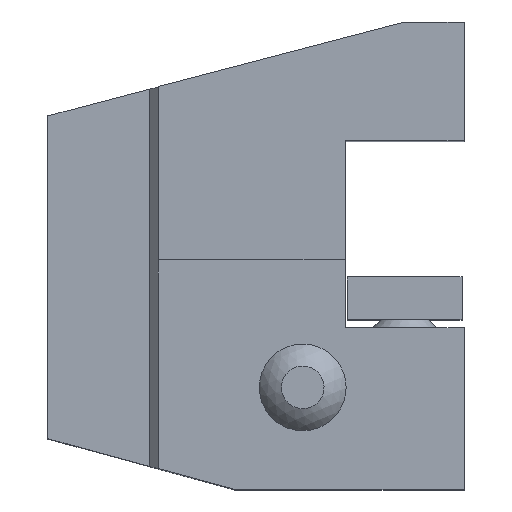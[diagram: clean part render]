
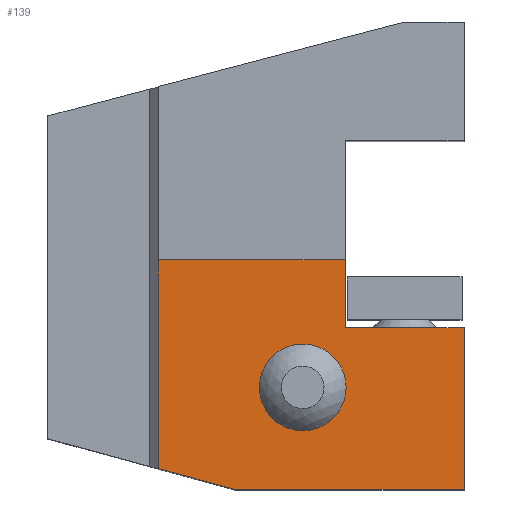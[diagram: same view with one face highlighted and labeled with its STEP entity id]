
A CAD part, top view. The second image highlights one B-rep face of the part: STEP entity #139.
In plain terms, the highlighted planar face has unit normal (0, 0, 1).
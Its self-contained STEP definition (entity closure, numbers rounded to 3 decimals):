
#139=ADVANCED_FACE('',(#271,#272),#202,.T.);
#202=PLANE('',#1204);
#253=CIRCLE('',#1203,5.106);
#271=FACE_BOUND('',#292,.T.);
#272=FACE_BOUND('',#293,.T.);
#292=EDGE_LOOP('',(#396));
#293=EDGE_LOOP('',(#397,#398,#399,#400,#401,#402,#403));
#396=ORIENTED_EDGE('',*,*,#836,.F.);
#397=ORIENTED_EDGE('',*,*,#834,.F.);
#398=ORIENTED_EDGE('',*,*,#837,.T.);
#399=ORIENTED_EDGE('',*,*,#823,.F.);
#400=ORIENTED_EDGE('',*,*,#838,.T.);
#401=ORIENTED_EDGE('',*,*,#839,.F.);
#402=ORIENTED_EDGE('',*,*,#840,.F.);
#403=ORIENTED_EDGE('',*,*,#841,.F.);
#704=VERTEX_POINT('',#1686);
#711=VERTEX_POINT('',#1699);
#718=VERTEX_POINT('',#1720);
#719=VERTEX_POINT('',#1722);
#720=VERTEX_POINT('',#1726);
#721=VERTEX_POINT('',#1729);
#722=VERTEX_POINT('',#1731);
#723=VERTEX_POINT('',#1733);
#823=EDGE_CURVE('',#711,#704,#987,.T.);
#834=EDGE_CURVE('',#718,#719,#998,.T.);
#836=EDGE_CURVE('',#720,#720,#253,.T.);
#837=EDGE_CURVE('',#718,#704,#1000,.T.);
#838=EDGE_CURVE('',#711,#721,#1001,.T.);
#839=EDGE_CURVE('',#722,#721,#1002,.T.);
#840=EDGE_CURVE('',#723,#722,#1003,.T.);
#841=EDGE_CURVE('',#719,#723,#1004,.T.);
#987=LINE('',#1700,#1101);
#998=LINE('',#1721,#1112);
#1000=LINE('',#1727,#1114);
#1001=LINE('',#1728,#1115);
#1002=LINE('',#1730,#1116);
#1003=LINE('',#1732,#1117);
#1004=LINE('',#1734,#1118);
#1101=VECTOR('',#1339,1.);
#1112=VECTOR('',#1356,1.);
#1114=VECTOR('',#1362,1.);
#1115=VECTOR('',#1363,1.);
#1116=VECTOR('',#1364,1.);
#1117=VECTOR('',#1365,1.);
#1118=VECTOR('',#1366,1.);
#1203=AXIS2_PLACEMENT_3D('',#1725,#1360,#1361);
#1204=AXIS2_PLACEMENT_3D('',#1735,#1367,#1368);
#1339=DIRECTION('',(-0.965,0.263,0.));
#1356=DIRECTION('',(1.,0.,0.));
#1360=DIRECTION('',(0.,0.,1.));
#1361=DIRECTION('',(1.,0.,0.));
#1362=DIRECTION('',(0.,-1.,0.));
#1363=DIRECTION('',(1.,0.,0.));
#1364=DIRECTION('',(0.,-1.,0.));
#1365=DIRECTION('',(1.,0.,0.));
#1366=DIRECTION('',(0.,-1.,0.));
#1367=DIRECTION('',(0.,0.,1.));
#1368=DIRECTION('',(1.,0.,0.));
#1686=CARTESIAN_POINT('',(-12.,-22.545,48.));
#1699=CARTESIAN_POINT('',(-3.,-25.,48.));
#1700=CARTESIAN_POINT('',(-3.,-25.,48.));
#1720=CARTESIAN_POINT('',(-12.,2.,48.));
#1721=CARTESIAN_POINT('',(-27.,2.,48.));
#1722=CARTESIAN_POINT('',(10.,2.,48.));
#1725=CARTESIAN_POINT('',(5.,-13.,48.));
#1726=CARTESIAN_POINT('',(10.106,-13.,48.));
#1727=CARTESIAN_POINT('',(-12.,2.,48.));
#1728=CARTESIAN_POINT('',(-27.,-25.,48.));
#1729=CARTESIAN_POINT('',(24.,-25.,48.));
#1730=CARTESIAN_POINT('',(24.,2.,48.));
#1731=CARTESIAN_POINT('',(24.,-6.,48.));
#1732=CARTESIAN_POINT('',(10.,-6.,48.));
#1733=CARTESIAN_POINT('',(10.,-6.,48.));
#1734=CARTESIAN_POINT('',(10.,16.,48.));
#1735=CARTESIAN_POINT('',(-27.,2.,48.));
